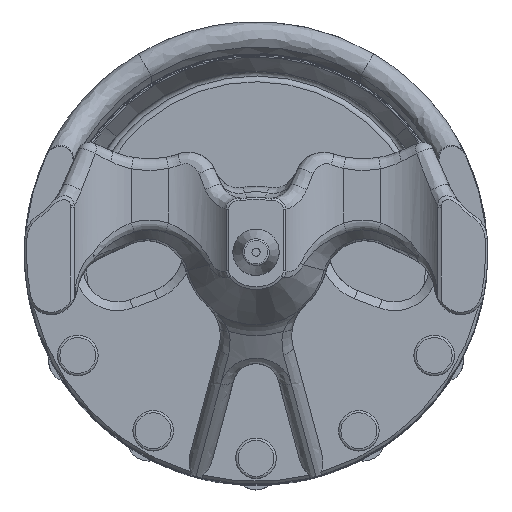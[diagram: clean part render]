
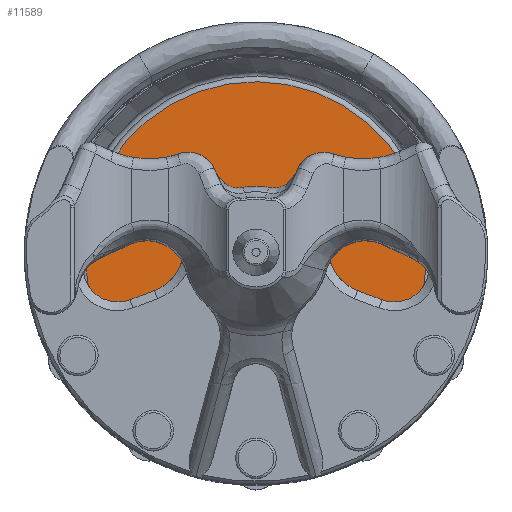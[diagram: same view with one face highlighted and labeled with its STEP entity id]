
A CAD part, top view. The second image highlights one B-rep face of the part: STEP entity #11589.
In plain terms, the highlighted planar face has unit normal (0, 0, 1).
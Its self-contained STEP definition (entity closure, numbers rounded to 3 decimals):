
#773=B_SPLINE_CURVE_WITH_KNOTS('',3,(#31408,#31409,#31410,#31411,#31412,
#31413,#31414,#31415,#31416,#31417,#31418,#31419,#31420,#31421,#31422,#31423),
 .UNSPECIFIED.,.F.,.F.,(4,2,2,2,2,2,2,4),(-0.063,-0.03,
-0.013,-0.005,-0.002,-0.001,
0.,0.),.UNSPECIFIED.);
#849=FACE_BOUND('',#2563,.T.);
#990=PLANE('',#12787);
#1820=FACE_OUTER_BOUND('',#2562,.T.);
#2562=EDGE_LOOP('',(#10532));
#2563=EDGE_LOOP('',(#10533,#10534,#10535,#10536,#10537));
#3179=LINE('',#31027,#3765);
#3182=LINE('',#31404,#3768);
#3765=VECTOR('',#15667,10.);
#3768=VECTOR('',#15674,10.);
#4414=CIRCLE('',#12788,29.5);
#4415=CIRCLE('',#12789,8.75);
#4416=CIRCLE('',#12790,9.65);
#5435=VERTEX_POINT('',#31024);
#5436=VERTEX_POINT('',#31026);
#5438=VERTEX_POINT('',#31400);
#5439=VERTEX_POINT('',#31402);
#5440=VERTEX_POINT('',#31403);
#5441=VERTEX_POINT('',#31406);
#7149=EDGE_CURVE('',#5436,#5435,#3179,.T.);
#7155=EDGE_CURVE('',#5438,#5438,#4414,.T.);
#7156=EDGE_CURVE('',#5439,#5440,#3182,.T.);
#7157=EDGE_CURVE('',#5440,#5436,#4415,.T.);
#7158=EDGE_CURVE('',#5435,#5441,#4416,.T.);
#7159=EDGE_CURVE('',#5439,#5441,#773,.F.);
#10532=ORIENTED_EDGE('',*,*,#7155,.F.);
#10533=ORIENTED_EDGE('',*,*,#7156,.T.);
#10534=ORIENTED_EDGE('',*,*,#7157,.T.);
#10535=ORIENTED_EDGE('',*,*,#7149,.T.);
#10536=ORIENTED_EDGE('',*,*,#7158,.T.);
#10537=ORIENTED_EDGE('',*,*,#7159,.F.);
#11589=ADVANCED_FACE('',(#1820,#849),#990,.T.);
#12787=AXIS2_PLACEMENT_3D('',#31399,#15670,#15671);
#12788=AXIS2_PLACEMENT_3D('',#31401,#15672,#15673);
#12789=AXIS2_PLACEMENT_3D('',#31405,#15675,#15676);
#12790=AXIS2_PLACEMENT_3D('',#31407,#15677,#15678);
#15667=DIRECTION('',(0.374,-0.927,0.));
#15670=DIRECTION('center_axis',(0.,0.,
1.));
#15671=DIRECTION('ref_axis',(0.984,-0.181,0.));
#15672=DIRECTION('center_axis',(0.,0.,
-1.));
#15673=DIRECTION('ref_axis',(-0.984,0.181,0.));
#15674=DIRECTION('',(0.582,0.813,0.));
#15675=DIRECTION('center_axis',(0.,0.,
-1.));
#15676=DIRECTION('ref_axis',(0.984,-0.181,0.));
#15677=DIRECTION('center_axis',(0.,0.,
-1.));
#15678=DIRECTION('ref_axis',(0.984,-0.181,0.));
#31024=CARTESIAN_POINT('',(3.613,-8.948,110.));
#31026=CARTESIAN_POINT('',(3.276,-8.113,110.));
#31027=CARTESIAN_POINT('',(1.722,-4.265,110.));
#31399=CARTESIAN_POINT('Origin',(0.,0.,
110.));
#31400=CARTESIAN_POINT('',(-29.014,5.33,110.));
#31401=CARTESIAN_POINT('Origin',(0.,0.,
110.));
#31402=CARTESIAN_POINT('',(-5.559,-7.762,110.));
#31403=CARTESIAN_POINT('',(-5.095,-7.114,110.));
#31404=CARTESIAN_POINT('',(-5.561,-7.764,110.));
#31405=CARTESIAN_POINT('Origin',(0.,0.,
110.));
#31406=CARTESIAN_POINT('',(-3.489,-8.997,110.));
#31407=CARTESIAN_POINT('Origin',(0.,0.,
110.));
#31408=CARTESIAN_POINT('Ctrl Pts',(-3.489,-8.997,
110.));
#31409=CARTESIAN_POINT('Ctrl Pts',(-4.078,-8.769,
110.));
#31410=CARTESIAN_POINT('Ctrl Pts',(-4.576,-8.496,
110.));
#31411=CARTESIAN_POINT('Ctrl Pts',(-5.153,-8.117,
110.));
#31412=CARTESIAN_POINT('Ctrl Pts',(-5.309,-8.,110.));
#31413=CARTESIAN_POINT('Ctrl Pts',(-5.464,-7.871,
110.));
#31414=CARTESIAN_POINT('Ctrl Pts',(-5.503,-7.836,
110.));
#31415=CARTESIAN_POINT('Ctrl Pts',(-5.537,-7.8,110.));
#31416=CARTESIAN_POINT('Ctrl Pts',(-5.548,-7.788,
110.));
#31417=CARTESIAN_POINT('Ctrl Pts',(-5.556,-7.775,
110.));
#31418=CARTESIAN_POINT('Ctrl Pts',(-5.559,-7.771,
110.));
#31419=CARTESIAN_POINT('Ctrl Pts',(-5.56,-7.767,
110.));
#31420=CARTESIAN_POINT('Ctrl Pts',(-5.56,-7.766,
110.));
#31421=CARTESIAN_POINT('Ctrl Pts',(-5.56,-7.764,
110.));
#31422=CARTESIAN_POINT('Ctrl Pts',(-5.56,-7.764,
110.));
#31423=CARTESIAN_POINT('Ctrl Pts',(-5.56,-7.764,
110.));
